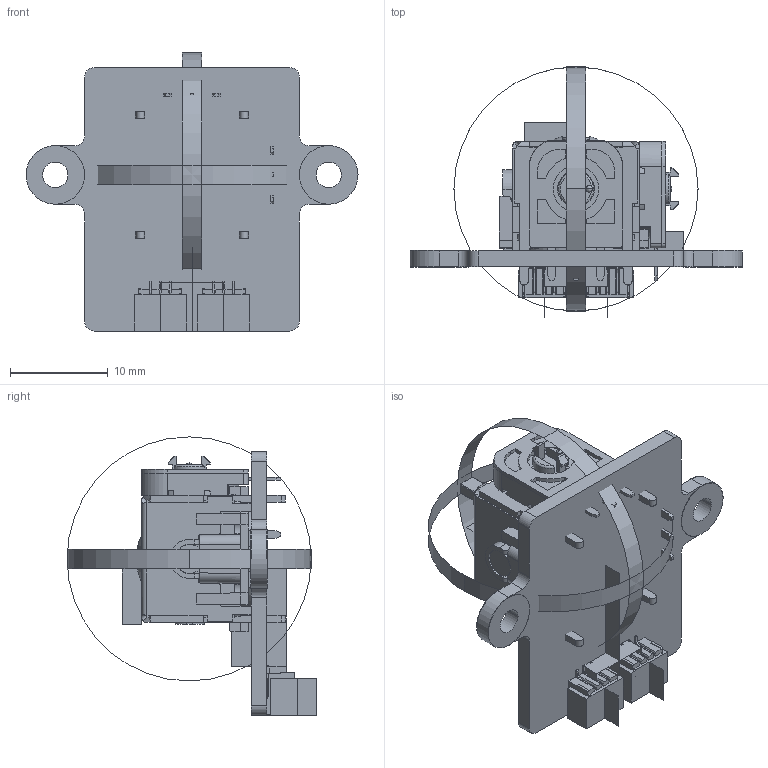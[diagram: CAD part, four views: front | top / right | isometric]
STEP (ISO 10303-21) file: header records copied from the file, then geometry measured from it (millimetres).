
FILE_DESCRIPTION((''),'2;1');
FILE_NAME('00-0001_ASM','2025-02-19T10:00:39',('qinghui.yi'),(''),'CREO PARAMETRIC BY PTC INC, 2023154','CREO PARAMETRIC BY PTC INC, 2023154','');
FILE_SCHEMA(('CONFIG_CONTROL_DESIGN'));
Length unit declared in the file: millimetre
Products named in the file (4): 01-13B2KPCB; 3D13B2K; 1_0-3PIN; 00-0001_ASM
Assembly tree (4 placements, depth 2):
  00-0001_ASM
    01-13B2KPCB
    3D13B2K
    1_0-3PIN  x2
Bounding box: 34 x 25.59 x 28.5 mm (x, y, z)
Volume: 3436.5 mm3; surface area: 4506.8 mm2
Topology: 4 solids, 12 shells, 1381 faces, 3965 edges, 2609 vertices
Faces by surface type: plane 1000, cylinder 292, cone 47, bspline 26, torus 12, sphere 4
Entity records: 40271 total; most frequent: CARTESIAN_POINT 8776, ORIENTED_EDGE 6806, DIRECTION 6243, EDGE_CURVE 3421, VECTOR 2489, LINE 2489, VERTEX_POINT 2259, AXIS2_PLACEMENT_3D 1877
